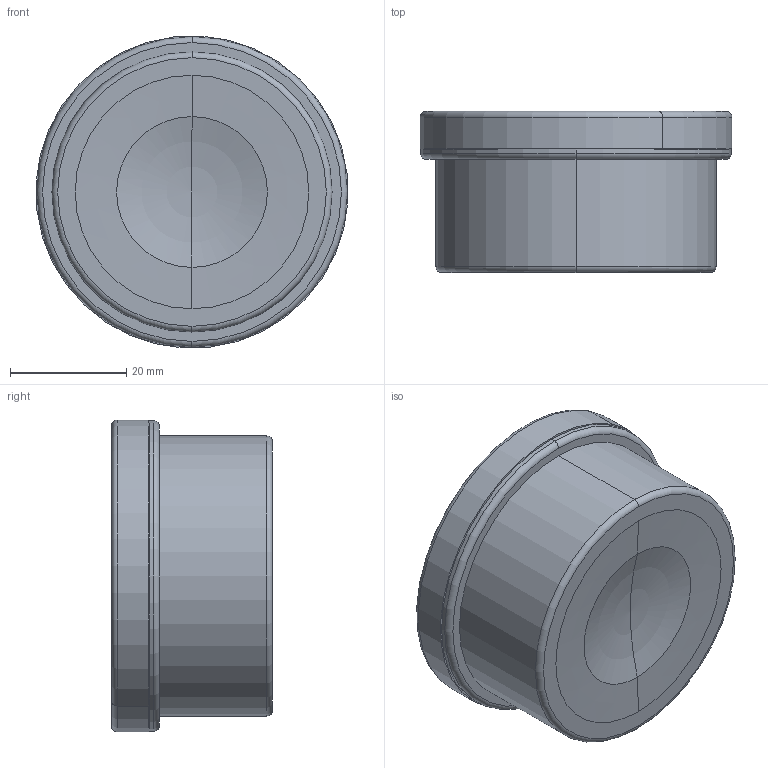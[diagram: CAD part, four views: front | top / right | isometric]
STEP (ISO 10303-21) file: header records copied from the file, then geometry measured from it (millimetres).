
FILE_DESCRIPTION (( 'STEP AP214' ), '1' );
FILE_NAME ('B172 Êîðîáêà ïëàñòèêîâàÿ, O45x25 ìì.STEP', '2020-03-12T12:35:19', ( 'Ïîëüçîâàòåëü Windows' ), ( '' ), 'SwSTEP 2.0', 'SolidWorks 2019', '' );
FILE_SCHEMA (( 'AUTOMOTIVE_DESIGN' ));
Length unit declared in the file: millimetre
Products named in the file (3): B172 Êðûøêà_00; B172 澎觐耱黖00; B172 Êîðîáêà ïëàñòèêîâàÿ, O45x25 ìì
Assembly tree (2 placements, depth 2):
  B172 Êîðîáêà ïëàñòèêîâàÿ, O45x25 ìì
    B172 澎觐耱黖00
    B172 Êðûøêà_00
Bounding box: 53.74 x 27.75 x 53.74 mm (x, y, z)
Volume: 11243.1 mm3; surface area: 18797.3 mm2
Topology: 2 solids, 2 shells, 66 faces, 158 edges, 99 vertices
Faces by surface type: cylinder 24, torus 15, bspline 14, plane 11, cone 2
Entity records: 12472 total; most frequent: CARTESIAN_POINT 10966, ORIENTED_EDGE 308, DIRECTION 272, EDGE_CURVE 154, AXIS2_PLACEMENT_3D 119, VERTEX_POINT 99, EDGE_LOOP 73, ADVANCED_FACE 66
